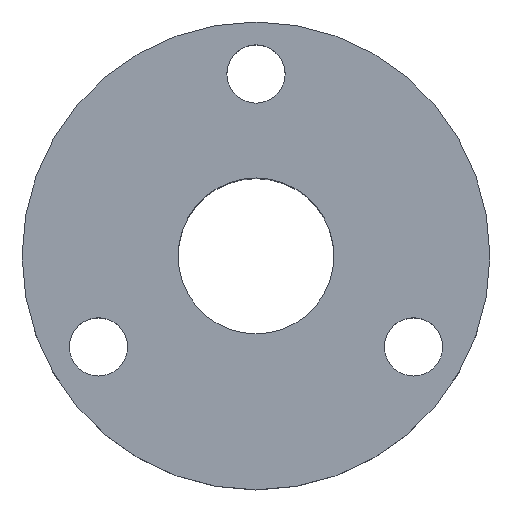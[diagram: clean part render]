
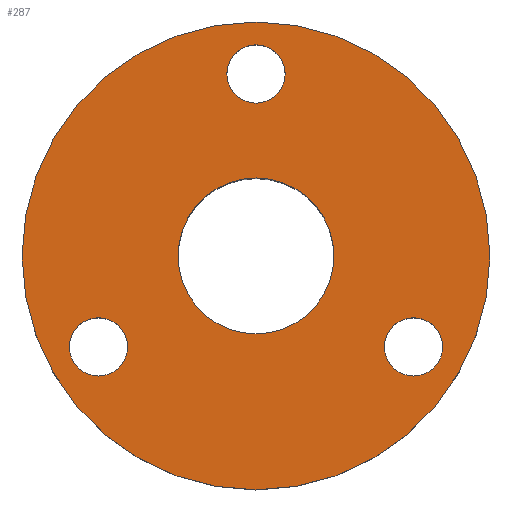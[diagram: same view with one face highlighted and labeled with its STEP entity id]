
A CAD part, top view. The second image highlights one B-rep face of the part: STEP entity #287.
In plain terms, the highlighted planar face has unit normal (0, 0, 1).
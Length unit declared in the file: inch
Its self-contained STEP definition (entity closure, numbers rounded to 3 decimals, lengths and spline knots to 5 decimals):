
#19=FACE_BOUND('',#61,.T.);
#20=FACE_BOUND('',#62,.T.);
#21=FACE_BOUND('',#63,.T.);
#22=FACE_BOUND('',#64,.T.);
#25=PLANE('',#328);
#40=FACE_OUTER_BOUND('',#60,.T.);
#60=EDGE_LOOP('',(#235,#236));
#61=EDGE_LOOP('',(#237,#238));
#62=EDGE_LOOP('',(#239,#240));
#63=EDGE_LOOP('',(#241,#242));
#64=EDGE_LOOP('',(#243,#244));
#91=CIRCLE('',#294,0.07);
#93=CIRCLE('',#297,0.07);
#95=CIRCLE('',#300,0.07);
#97=CIRCLE('',#303,0.5625);
#99=CIRCLE('',#306,0.1875);
#108=CIRCLE('',#319,0.07);
#109=CIRCLE('',#321,0.07);
#110=CIRCLE('',#323,0.07);
#111=CIRCLE('',#325,0.5625);
#112=CIRCLE('',#327,0.1875);
#117=VERTEX_POINT('',#432);
#118=VERTEX_POINT('',#433);
#121=VERTEX_POINT('',#441);
#122=VERTEX_POINT('',#442);
#125=VERTEX_POINT('',#450);
#126=VERTEX_POINT('',#451);
#129=VERTEX_POINT('',#459);
#130=VERTEX_POINT('',#460);
#133=VERTEX_POINT('',#468);
#134=VERTEX_POINT('',#469);
#141=EDGE_CURVE('',#117,#118,#91,.T.);
#145=EDGE_CURVE('',#121,#122,#93,.T.);
#149=EDGE_CURVE('',#125,#126,#95,.T.);
#153=EDGE_CURVE('',#129,#130,#97,.T.);
#157=EDGE_CURVE('',#133,#134,#99,.T.);
#168=EDGE_CURVE('',#118,#117,#108,.T.);
#169=EDGE_CURVE('',#122,#121,#109,.T.);
#170=EDGE_CURVE('',#126,#125,#110,.T.);
#171=EDGE_CURVE('',#130,#129,#111,.T.);
#172=EDGE_CURVE('',#134,#133,#112,.T.);
#235=ORIENTED_EDGE('',*,*,#153,.F.);
#236=ORIENTED_EDGE('',*,*,#171,.F.);
#237=ORIENTED_EDGE('',*,*,#172,.T.);
#238=ORIENTED_EDGE('',*,*,#157,.T.);
#239=ORIENTED_EDGE('',*,*,#168,.T.);
#240=ORIENTED_EDGE('',*,*,#141,.T.);
#241=ORIENTED_EDGE('',*,*,#169,.T.);
#242=ORIENTED_EDGE('',*,*,#145,.T.);
#243=ORIENTED_EDGE('',*,*,#170,.T.);
#244=ORIENTED_EDGE('',*,*,#149,.T.);
#287=ADVANCED_FACE('',(#40,#19,#20,#21,#22),#25,.T.);
#294=AXIS2_PLACEMENT_3D('',#434,#341,#342);
#297=AXIS2_PLACEMENT_3D('',#443,#349,#350);
#300=AXIS2_PLACEMENT_3D('',#452,#357,#358);
#303=AXIS2_PLACEMENT_3D('',#461,#365,#366);
#306=AXIS2_PLACEMENT_3D('',#470,#373,#374);
#319=AXIS2_PLACEMENT_3D('',#487,#401,#402);
#321=AXIS2_PLACEMENT_3D('',#489,#405,#406);
#323=AXIS2_PLACEMENT_3D('',#491,#409,#410);
#325=AXIS2_PLACEMENT_3D('',#493,#413,#414);
#327=AXIS2_PLACEMENT_3D('',#495,#417,#418);
#328=AXIS2_PLACEMENT_3D('',#496,#419,#420);
#341=DIRECTION('center_axis',(0.,0.,-1.));
#342=DIRECTION('ref_axis',(-1.,0.,0.));
#349=DIRECTION('center_axis',(0.,0.,-1.));
#350=DIRECTION('ref_axis',(-1.,0.,0.));
#357=DIRECTION('center_axis',(0.,0.,-1.));
#358=DIRECTION('ref_axis',(-1.,0.,0.));
#365=DIRECTION('center_axis',(0.,0.,-1.));
#366=DIRECTION('ref_axis',(-1.,0.,0.));
#373=DIRECTION('center_axis',(0.,0.,-1.));
#374=DIRECTION('ref_axis',(-1.,0.,0.));
#401=DIRECTION('center_axis',(0.,0.,-1.));
#402=DIRECTION('ref_axis',(-1.,0.,0.));
#405=DIRECTION('center_axis',(0.,0.,-1.));
#406=DIRECTION('ref_axis',(-1.,0.,0.));
#409=DIRECTION('center_axis',(0.,0.,-1.));
#410=DIRECTION('ref_axis',(-1.,0.,0.));
#413=DIRECTION('center_axis',(0.,0.,-1.));
#414=DIRECTION('ref_axis',(-1.,0.,0.));
#417=DIRECTION('center_axis',(0.,0.,-1.));
#418=DIRECTION('ref_axis',(-1.,0.,0.));
#419=DIRECTION('center_axis',(0.,0.,1.));
#420=DIRECTION('ref_axis',(1.,0.,0.));
#432=CARTESIAN_POINT('',(0.07,0.4375,0.));
#433=CARTESIAN_POINT('',(-0.07,0.4375,0.));
#434=CARTESIAN_POINT('Origin',(0.,0.4375,0.));
#441=CARTESIAN_POINT('',(0.44889,-0.21875,0.));
#442=CARTESIAN_POINT('',(0.30889,-0.21875,0.));
#443=CARTESIAN_POINT('Origin',(0.37889,-0.21875,0.));
#450=CARTESIAN_POINT('',(-0.30889,-0.21875,0.));
#451=CARTESIAN_POINT('',(-0.44889,-0.21875,0.));
#452=CARTESIAN_POINT('Origin',(-0.37889,-0.21875,0.));
#459=CARTESIAN_POINT('',(-0.5625,0.,0.));
#460=CARTESIAN_POINT('',(0.5625,0.,0.));
#461=CARTESIAN_POINT('Origin',(0.,0.,0.));
#468=CARTESIAN_POINT('',(0.1875,0.,0.));
#469=CARTESIAN_POINT('',(-0.1875,0.,0.));
#470=CARTESIAN_POINT('Origin',(0.,0.,0.));
#487=CARTESIAN_POINT('Origin',(0.,0.4375,0.));
#489=CARTESIAN_POINT('Origin',(0.37889,-0.21875,0.));
#491=CARTESIAN_POINT('Origin',(-0.37889,-0.21875,0.));
#493=CARTESIAN_POINT('Origin',(0.,0.,0.));
#495=CARTESIAN_POINT('Origin',(0.,0.,0.));
#496=CARTESIAN_POINT('Origin',(0.,0.,0.));
